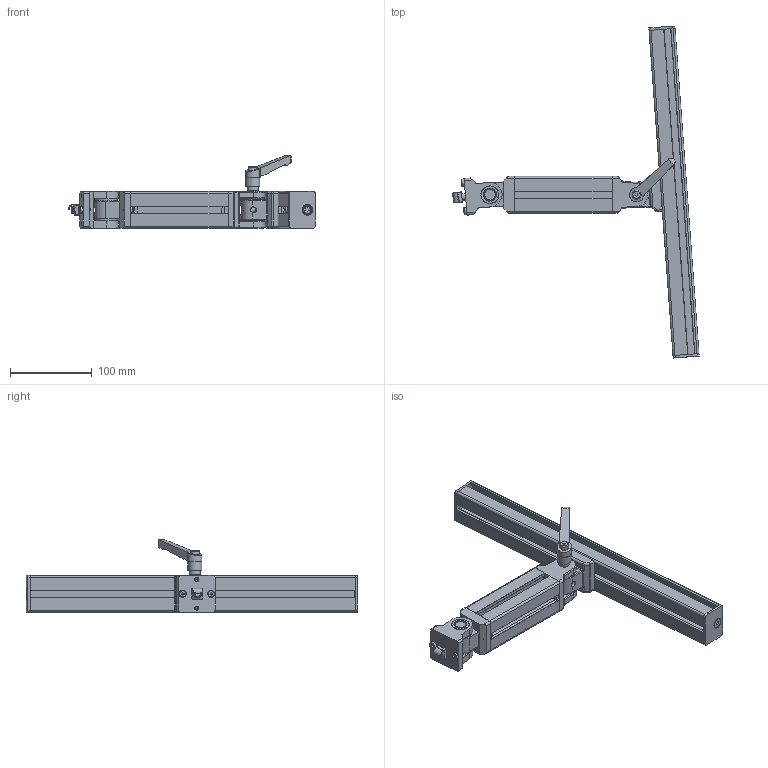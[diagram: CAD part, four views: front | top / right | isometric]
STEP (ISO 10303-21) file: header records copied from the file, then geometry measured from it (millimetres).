
FILE_DESCRIPTION(/* description */ ('3-fach'),/* implementation_level */ '2;1');
FILE_NAME(/* name */ '320877-0.stp',/* time_stamp */ '2025-08-19T06:16:13+02:00',/* author */ ('herz'),/* organization */ (''),/* preprocessor_version */ 'ST-DEVELOPER v20',/* originating_system */ 'Autodesk Inventor 2025',/* authorisation */ '');
FILE_SCHEMA (('AUTOMOTIVE_DESIGN { 1 0 10303 214 3 1 1 }'));
Length unit declared in the file: millimetre
Products named in the file (24): leer; 21-2034-0BZ.000; leer_1; leer_2; 21-2034-1FZ.000; 21-2034-2FZ.000; 21-1351-2FZ.005; leer_3; 21-2010-0BG.002; 21-2014-0FZ.003; MTW_1-00172512; MTW_1-00172472; leer_4; 21-1351-0FZ; leer_5; 21-1372-0FZ.001; 21-2016-0FZ.002; leer_6; leer_7; 20-1033-0FZ.001; 20-1055-0FZ.000; leer_8; 22-1065-7FZ.003; 21-1666-0FZ.001
Assembly tree (33 placements, depth 3):
  leer
    21-2034-0BZ.000
      leer_1  x2
      leer_2
      21-2034-1FZ.000
      21-2034-2FZ.000
      21-1351-2FZ.005  x2
      leer_3  x4
      leer_6
      leer_7
    21-2010-0BG.002
      21-2014-0FZ.003
      MTW_1-00172512
      MTW_1-00172472
      leer_4
      21-1351-0FZ  x2
      leer_5
      21-1372-0FZ.001
      21-2016-0FZ.002  x2
      leer_6
      leer_7
    20-1033-0FZ.001
    20-1055-0FZ.000
    leer_8  x2
      22-1065-7FZ.003
      21-1666-0FZ.001
Bounding box: 302.23 x 407.25 x 88.69 mm (x, y, z)
Volume: 523596.2 mm3; surface area: 301595.6 mm2
Topology: 31 solids, 31 shells, 1054 faces, 2603 edges, 1632 vertices
Faces by surface type: plane 423, cylinder 307, cone 222, torus 54, bspline 40, sphere 8
Full cylindrical faces by diameter (mm): 4.134 x8, 5 x4, 6.647 x2, 7 x2, 8 x14, 8.5 x10, 9 x3, 9.6 x1, 10 x4, 11 x1, 12 x2, 13 x6, 13.5 x1, 15 x9, 17.498 x1, 20 x2, 20.5 x2, 22 x4, 26 x1, 28 x2
Entity records: 29069 total; most frequent: CARTESIAN_POINT 6469, DIRECTION 4678, ORIENTED_EDGE 4348, EDGE_CURVE 2174, AXIS2_PLACEMENT_3D 1749, VERTEX_POINT 1360, LINE 1180, VECTOR 1180
